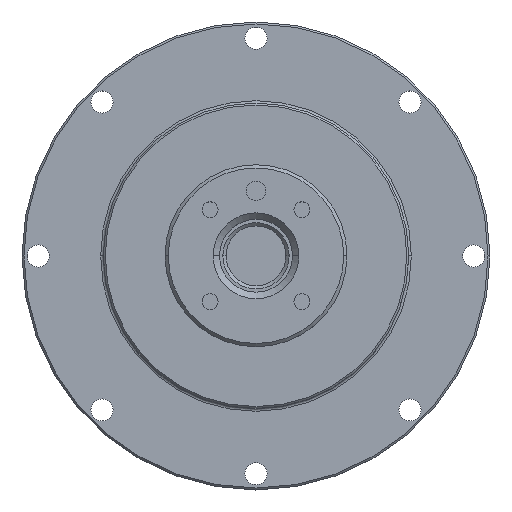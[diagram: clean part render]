
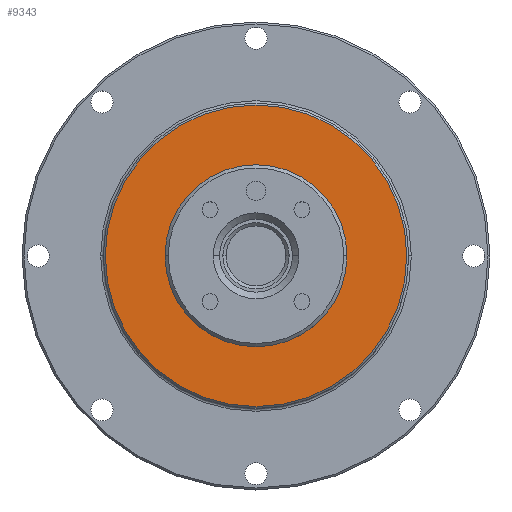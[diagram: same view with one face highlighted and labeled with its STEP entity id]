
A CAD part, top view. The second image highlights one B-rep face of the part: STEP entity #9343.
In plain terms, the highlighted planar face has unit normal (0, 0, 1).
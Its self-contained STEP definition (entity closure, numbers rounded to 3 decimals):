
#28 = EDGE_LOOP ( 'NONE', ( #440, #87 ) ) ;
#87 = ORIENTED_EDGE ( 'NONE', *, *, #8558, .T. ) ;
#123 = EDGE_CURVE ( 'NONE', #12883, #2073, #12143, .T. ) ;
#440 = ORIENTED_EDGE ( 'NONE', *, *, #14037, .T. ) ;
#548 = DIRECTION ( 'NONE',  ( 1., 0., 0. ) ) ;
#807 = DIRECTION ( 'NONE',  ( 0., 0., 1. ) ) ;
#835 = CARTESIAN_POINT ( 'NONE',  ( 0., 0., 18.8 ) ) ;
#1256 = AXIS2_PLACEMENT_3D ( 'NONE', #7070, #6792, #6750 ) ;
#2073 = VERTEX_POINT ( 'NONE', #9735 ) ;
#2089 = CARTESIAN_POINT ( 'NONE',  ( 23.2, 0., 18.8 ) ) ;
#2185 = CIRCLE ( 'NONE', #5798, 23.2 ) ;
#2673 = DIRECTION ( 'NONE',  ( 1., 0., 0. ) ) ;
#2702 = DIRECTION ( 'NONE',  ( 0., 0., 1. ) ) ;
#2715 = CARTESIAN_POINT ( 'NONE',  ( 0., 0., 18.8 ) ) ;
#3093 = AXIS2_PLACEMENT_3D ( 'NONE', #4224, #12191, #5334 ) ;
#3778 = AXIS2_PLACEMENT_3D ( 'NONE', #2715, #2702, #2673 ) ;
#4224 = CARTESIAN_POINT ( 'NONE',  ( 0., 0., 18.8 ) ) ;
#4563 = AXIS2_PLACEMENT_3D ( 'NONE', #11898, #12152, #12094 ) ;
#4654 = CARTESIAN_POINT ( 'NONE',  ( 14., 0., 18.8 ) ) ;
#5166 = VERTEX_POINT ( 'NONE', #2089 ) ;
#5334 = DIRECTION ( 'NONE',  ( 1., 0., 0. ) ) ;
#5714 = CARTESIAN_POINT ( 'NONE',  ( -23.2, 0., 18.8 ) ) ;
#5798 = AXIS2_PLACEMENT_3D ( 'NONE', #835, #807, #548 ) ;
#6164 = FACE_BOUND ( 'NONE', #12271, .T. ) ;
#6750 = DIRECTION ( 'NONE',  ( 1., 0., 0. ) ) ;
#6792 = DIRECTION ( 'NONE',  ( 0., 0., 1. ) ) ;
#6833 = PLANE ( 'NONE',  #1256 ) ;
#7070 = CARTESIAN_POINT ( 'NONE',  ( 0., 0., 18.8 ) ) ;
#8018 = CIRCLE ( 'NONE', #3093, 23.2 ) ;
#8558 = EDGE_CURVE ( 'NONE', #5166, #14516, #2185, .T. ) ;
#8696 = FACE_OUTER_BOUND ( 'NONE', #28, .T. ) ;
#9343 = ADVANCED_FACE ( 'NONE', ( #8696, #6164 ), #6833, .T. ) ;
#9735 = CARTESIAN_POINT ( 'NONE',  ( -14., 0., 18.8 ) ) ;
#11622 = ORIENTED_EDGE ( 'NONE', *, *, #12447, .F. ) ;
#11898 = CARTESIAN_POINT ( 'NONE',  ( 0., 0., 18.8 ) ) ;
#12094 = DIRECTION ( 'NONE',  ( 1., 0., 0. ) ) ;
#12143 = CIRCLE ( 'NONE', #4563, 14. ) ;
#12152 = DIRECTION ( 'NONE',  ( 0., 0., 1. ) ) ;
#12191 = DIRECTION ( 'NONE',  ( 0., 0., 1. ) ) ;
#12271 = EDGE_LOOP ( 'NONE', ( #11622, #14379 ) ) ;
#12447 = EDGE_CURVE ( 'NONE', #2073, #12883, #13665, .T. ) ;
#12883 = VERTEX_POINT ( 'NONE', #4654 ) ;
#13665 = CIRCLE ( 'NONE', #3778, 14. ) ;
#14037 = EDGE_CURVE ( 'NONE', #14516, #5166, #8018, .T. ) ;
#14379 = ORIENTED_EDGE ( 'NONE', *, *, #123, .F. ) ;
#14516 = VERTEX_POINT ( 'NONE', #5714 ) ;
